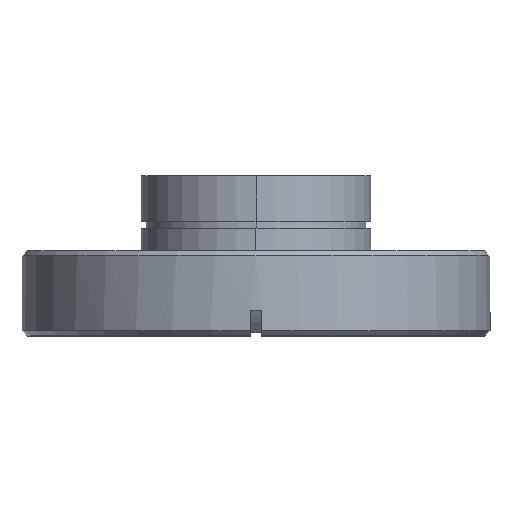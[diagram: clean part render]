
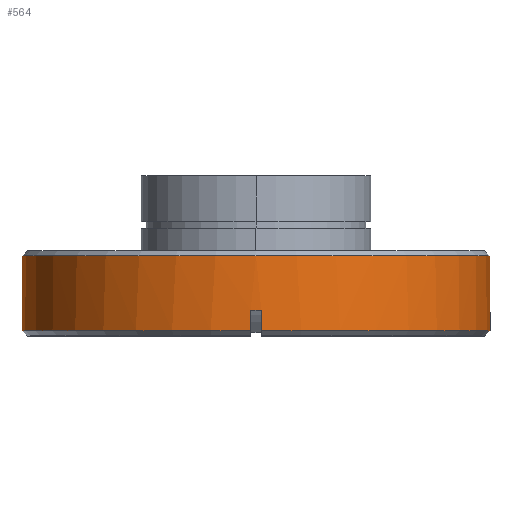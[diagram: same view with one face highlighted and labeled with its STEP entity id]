
A CAD part, top view. The second image highlights one B-rep face of the part: STEP entity #564.
In plain terms, the highlighted cylindrical face has radius 34.925 mm (diameter 69.85 mm), a partial arc.
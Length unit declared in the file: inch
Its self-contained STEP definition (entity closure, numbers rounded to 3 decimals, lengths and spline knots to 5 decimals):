
#68 = AXIS2_PLACEMENT_3D ( 'NONE', #1631, #1632, #1633 ) ;
#70 = AXIS2_PLACEMENT_3D ( 'NONE', #1638, #1639, #1640 ) ;
#101 = AXIS2_PLACEMENT_3D ( 'NONE', #3599, #3601, #3603 ) ;
#280 = CIRCLE ( 'NONE', #68, 1.375 ) ;
#281 = LINE ( 'NONE', #1615, #288 ) ;
#288 = VECTOR ( 'NONE', #1616, 39.37008 ) ;
#291 = CIRCLE ( 'NONE', #70, 1.375 ) ;
#406 = CARTESIAN_POINT ( 'NONE',  ( -0.031, -0.47, 1.32349 ) ) ;
#466 = CARTESIAN_POINT ( 'NONE',  ( 1.375, -0.47, -0.05116 ) ) ;
#486 = CARTESIAN_POINT ( 'NONE',  ( -1.375, -0.03, -0.05116 ) ) ;
#564 = ADVANCED_FACE ( 'NONE', ( #3248 ), #3282, .T. ) ;
#658 = AXIS2_PLACEMENT_3D ( 'NONE', #1114, #1112, #1110 ) ;
#864 = LINE ( 'NONE', #3543, #866 ) ;
#866 = VECTOR ( 'NONE', #3541, 39.37008 ) ;
#875 = CIRCLE ( 'NONE', #101, 1.375 ) ;
#879 = LINE ( 'NONE', #3620, #882 ) ;
#882 = VECTOR ( 'NONE', #3623, 39.37008 ) ;
#1110 = DIRECTION ( 'NONE',  ( -1., 0., 0. ) ) ;
#1112 = DIRECTION ( 'NONE',  ( 0., -1., 0. ) ) ;
#1114 = CARTESIAN_POINT ( 'NONE',  ( 0., 0., -0.05116 ) ) ;
#1202 = EDGE_CURVE ( 'NONE', #1825, #2291, #1702, .T. ) ;
#1364 = CARTESIAN_POINT ( 'NONE',  ( 0.031, -0.47, 1.32349 ) ) ;
#1380 = CARTESIAN_POINT ( 'NONE',  ( -0.031, -0.35212, 1.32349 ) ) ;
#1390 = CARTESIAN_POINT ( 'NONE',  ( 1.375, -0.03, -0.05116 ) ) ;
#1414 = CARTESIAN_POINT ( 'NONE',  ( 0.031, -0.35212, 1.32349 ) ) ;
#1429 = CARTESIAN_POINT ( 'NONE',  ( -1.375, -0.47, -0.05116 ) ) ;
#1615 = CARTESIAN_POINT ( 'NONE',  ( 0.031, 0., 1.32349 ) ) ;
#1616 = DIRECTION ( 'NONE',  ( 0., 1., 0. ) ) ;
#1631 = CARTESIAN_POINT ( 'NONE',  ( 0., -0.03, -0.05116 ) ) ;
#1632 = DIRECTION ( 'NONE',  ( 0., -1., 0. ) ) ;
#1633 = DIRECTION ( 'NONE',  ( -1., 0., 0. ) ) ;
#1638 = CARTESIAN_POINT ( 'NONE',  ( 0., -0.47, -0.05116 ) ) ;
#1639 = DIRECTION ( 'NONE',  ( 0., -1., 0. ) ) ;
#1640 = DIRECTION ( 'NONE',  ( -1., 0., 0. ) ) ;
#1702 = LINE ( 'NONE', #3009, #1705 ) ;
#1705 = VECTOR ( 'NONE', #3011, 39.37008 ) ;
#1725 = B_SPLINE_CURVE_WITH_KNOTS ( 'NONE', 3,
 ( #2853, #2848, #2849, #2854 ),
 .UNSPECIFIED., .F., .F.,
 ( 4, 4 ),
 ( 0.0269, 0.02848 ),
 .UNSPECIFIED. ) ;
#1744 = EDGE_CURVE ( 'NONE', #2384, #2291, #1725, .T. ) ;
#1825 = VERTEX_POINT ( 'NONE', #406 ) ;
#1985 = ORIENTED_EDGE ( 'NONE', *, *, #1744, .F. ) ;
#1993 = ORIENTED_EDGE ( 'NONE', *, *, #3041, .F. ) ;
#2011 = ORIENTED_EDGE ( 'NONE', *, *, #3046, .T. ) ;
#2018 = ORIENTED_EDGE ( 'NONE', *, *, #3101, .F. ) ;
#2019 = ORIENTED_EDGE ( 'NONE', *, *, #3048, .F. ) ;
#2022 = ORIENTED_EDGE ( 'NONE', *, *, #3112, .T. ) ;
#2066 = ORIENTED_EDGE ( 'NONE', *, *, #3108, .F. ) ;
#2083 = ORIENTED_EDGE ( 'NONE', *, *, #1202, .T. ) ;
#2162 = VERTEX_POINT ( 'NONE', #466 ) ;
#2194 = VERTEX_POINT ( 'NONE', #1364 ) ;
#2220 = VERTEX_POINT ( 'NONE', #486 ) ;
#2291 = VERTEX_POINT ( 'NONE', #1380 ) ;
#2311 = VERTEX_POINT ( 'NONE', #1390 ) ;
#2384 = VERTEX_POINT ( 'NONE', #1414 ) ;
#2528 = VERTEX_POINT ( 'NONE', #1429 ) ;
#2632 = EDGE_LOOP ( 'NONE', ( #2018, #2011, #2022, #2019, #2083, #1985, #1993, #2066 ) ) ;
#2848 = CARTESIAN_POINT ( 'NONE',  ( 0.01035, -0.35206, 1.32396 ) ) ;
#2849 = CARTESIAN_POINT ( 'NONE',  ( -0.01032, -0.35206, 1.32396 ) ) ;
#2853 = CARTESIAN_POINT ( 'NONE',  ( 0.031, -0.35212, 1.32349 ) ) ;
#2854 = CARTESIAN_POINT ( 'NONE',  ( -0.031, -0.35212, 1.32349 ) ) ;
#3009 = CARTESIAN_POINT ( 'NONE',  ( -0.031, 0., 1.32349 ) ) ;
#3011 = DIRECTION ( 'NONE',  ( 0., 1., 0. ) ) ;
#3041 = EDGE_CURVE ( 'NONE', #2194, #2384, #281, .T. ) ;
#3046 = EDGE_CURVE ( 'NONE', #2311, #2220, #280, .T. ) ;
#3048 = EDGE_CURVE ( 'NONE', #1825, #2528, #291, .T. ) ;
#3101 = EDGE_CURVE ( 'NONE', #2311, #2162, #864, .T. ) ;
#3108 = EDGE_CURVE ( 'NONE', #2162, #2194, #875, .T. ) ;
#3112 = EDGE_CURVE ( 'NONE', #2220, #2528, #879, .T. ) ;
#3248 = FACE_OUTER_BOUND ( 'NONE', #2632, .T. ) ;
#3282 = CYLINDRICAL_SURFACE ( 'NONE', #658, 1.375 ) ;
#3541 = DIRECTION ( 'NONE',  ( 0., -1., 0. ) ) ;
#3543 = CARTESIAN_POINT ( 'NONE',  ( 1.375, 0., -0.05116 ) ) ;
#3599 = CARTESIAN_POINT ( 'NONE',  ( 0., -0.47, -0.05116 ) ) ;
#3601 = DIRECTION ( 'NONE',  ( 0., -1., 0. ) ) ;
#3603 = DIRECTION ( 'NONE',  ( -1., 0., 0. ) ) ;
#3620 = CARTESIAN_POINT ( 'NONE',  ( -1.375, 0., -0.05116 ) ) ;
#3623 = DIRECTION ( 'NONE',  ( 0., -1., 0. ) ) ;
